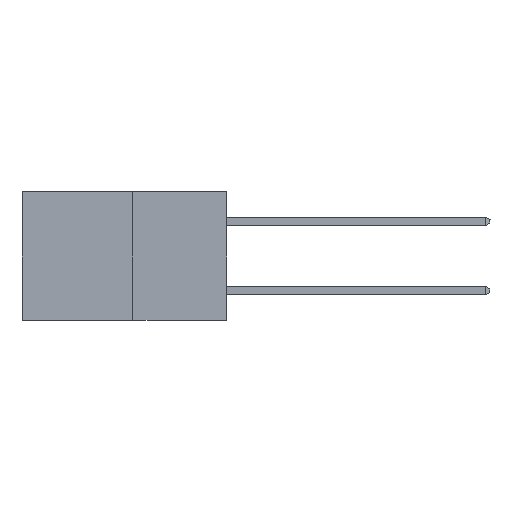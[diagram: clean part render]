
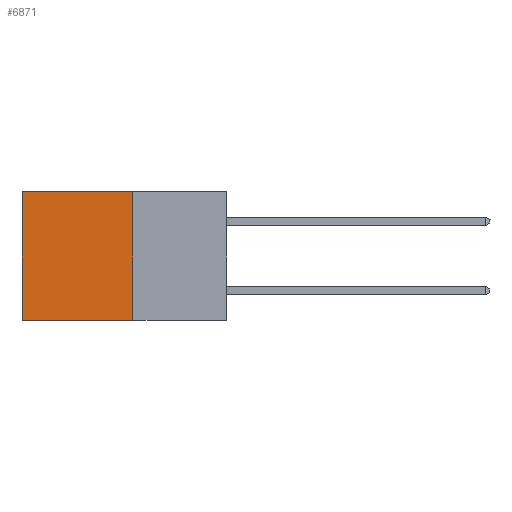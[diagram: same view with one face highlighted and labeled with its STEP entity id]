
A CAD part, left-side view. The second image highlights one B-rep face of the part: STEP entity #6871.
In plain terms, the highlighted planar face has unit normal (-1, 0, 0).
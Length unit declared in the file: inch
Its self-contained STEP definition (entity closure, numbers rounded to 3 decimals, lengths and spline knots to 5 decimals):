
#951 = VECTOR ( 'NONE', #16927, 39.37008 ) ;
#1359 = ORIENTED_EDGE ( 'NONE', *, *, #12180, .F. ) ;
#3235 = VECTOR ( 'NONE', #3618, 39.37008 ) ;
#3284 = CARTESIAN_POINT ( 'NONE',  ( 0.277, 0.27, -0.37 ) ) ;
#3304 = CARTESIAN_POINT ( 'NONE',  ( 0.277, 0.27, 0. ) ) ;
#3618 = DIRECTION ( 'NONE',  ( 0., 0., -1. ) ) ;
#5873 = DIRECTION ( 'NONE',  ( 0., 1., 0. ) ) ;
#6209 = LINE ( 'NONE', #29777, #951 ) ;
#6456 = LINE ( 'NONE', #3284, #20125 ) ;
#6871 = ADVANCED_FACE ( 'NONE', ( #26143 ), #18237, .F. ) ;
#6943 = ORIENTED_EDGE ( 'NONE', *, *, #31557, .T. ) ;
#7429 = CARTESIAN_POINT ( 'NONE',  ( 0.277, 0.27, -0.37 ) ) ;
#10476 = VERTEX_POINT ( 'NONE', #7429 ) ;
#11030 = DIRECTION ( 'NONE',  ( 0., 1., 0. ) ) ;
#12180 = EDGE_CURVE ( 'NONE', #10476, #25856, #6456, .T. ) ;
#12241 = EDGE_CURVE ( 'NONE', #23518, #25856, #23744, .T. ) ;
#13660 = AXIS2_PLACEMENT_3D ( 'NONE', #18390, #17640, #17604 ) ;
#16927 = DIRECTION ( 'NONE',  ( 0., 0., -1. ) ) ;
#17604 = DIRECTION ( 'NONE',  ( 0., 0., -1. ) ) ;
#17640 = DIRECTION ( 'NONE',  ( 1., 0., 0. ) ) ;
#17727 = CARTESIAN_POINT ( 'NONE',  ( 0.277, 0.59, -0.37 ) ) ;
#18237 = PLANE ( 'NONE',  #13660 ) ;
#18390 = CARTESIAN_POINT ( 'NONE',  ( 0.277, 0.27, -0.37 ) ) ;
#19174 = VERTEX_POINT ( 'NONE', #23436 ) ;
#20125 = VECTOR ( 'NONE', #5873, 39.37008 ) ;
#21067 = CARTESIAN_POINT ( 'NONE',  ( 0.277, 0.59, 0. ) ) ;
#21754 = EDGE_CURVE ( 'NONE', #19174, #10476, #6209, .T. ) ;
#22436 = ORIENTED_EDGE ( 'NONE', *, *, #12241, .T. ) ;
#23436 = CARTESIAN_POINT ( 'NONE',  ( 0.277, 0.27, 0. ) ) ;
#23518 = VERTEX_POINT ( 'NONE', #21067 ) ;
#23584 = LINE ( 'NONE', #3304, #29556 ) ;
#23744 = LINE ( 'NONE', #29175, #3235 ) ;
#25856 = VERTEX_POINT ( 'NONE', #17727 ) ;
#26143 = FACE_OUTER_BOUND ( 'NONE', #28492, .T. ) ;
#28492 = EDGE_LOOP ( 'NONE', ( #22436, #1359, #32754, #6943 ) ) ;
#29175 = CARTESIAN_POINT ( 'NONE',  ( 0.277, 0.59, -0.37 ) ) ;
#29556 = VECTOR ( 'NONE', #11030, 39.37008 ) ;
#29777 = CARTESIAN_POINT ( 'NONE',  ( 0.277, 0.27, -0.37 ) ) ;
#31557 = EDGE_CURVE ( 'NONE', #19174, #23518, #23584, .T. ) ;
#32754 = ORIENTED_EDGE ( 'NONE', *, *, #21754, .F. ) ;
